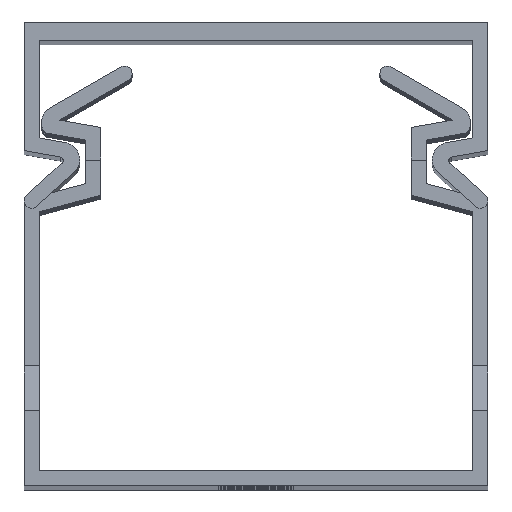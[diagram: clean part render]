
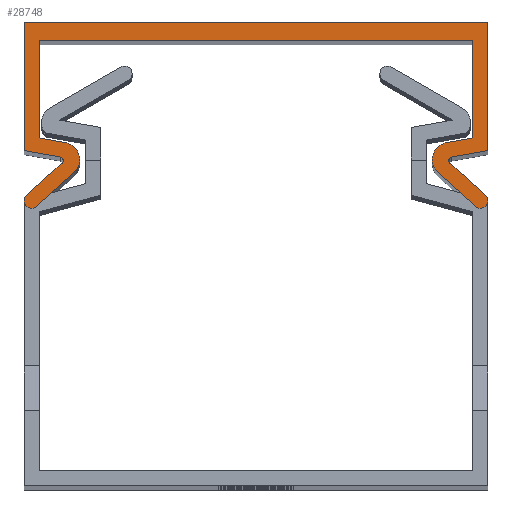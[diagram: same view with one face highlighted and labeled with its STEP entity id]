
A CAD part, top view. The second image highlights one B-rep face of the part: STEP entity #28748.
In plain terms, the highlighted planar face has unit normal (0, 0, 1).
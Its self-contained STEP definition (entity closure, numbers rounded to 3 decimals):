
#28341=DIRECTION('',(0.,1.,0.));
#28342=VECTOR('',#28341,11.091);
#28343=CARTESIAN_POINT('',(20.,-9.491,100.));
#28344=LINE('',#28343,#28342);
#28349=DIRECTION('',(1.,0.,0.));
#28350=VECTOR('',#28349,40.);
#28351=CARTESIAN_POINT('',(-20.,1.6,100.));
#28352=LINE('',#28351,#28350);
#28353=DIRECTION('',(-0.985,-0.174,0.));
#28354=VECTOR('',#28353,3.181);
#28355=CARTESIAN_POINT('',(20.,-9.491,100.));
#28356=LINE('',#28355,#28354);
#28357=DIRECTION('',(-0.743,0.669,0.));
#28358=VECTOR('',#28357,4.126);
#28359=CARTESIAN_POINT('',(19.785,-13.323,100.));
#28360=LINE('',#28359,#28358);
#28361=CARTESIAN_POINT('',(19.35,-13.806,100.));
#28362=DIRECTION('',(0.,0.,1.));
#28363=DIRECTION('',(-0.669,-0.743,0.));
#28364=AXIS2_PLACEMENT_3D('',#28361,#28362,#28363);
#28366=DIRECTION('',(0.743,-0.669,0.));
#28367=VECTOR('',#28366,4.331);
#28368=CARTESIAN_POINT('',(15.696,-11.391,100.));
#28369=LINE('',#28368,#28367);
#28370=CARTESIAN_POINT('',(16.7,-10.276,100.));
#28371=DIRECTION('',(0.,0.,1.));
#28372=DIRECTION('',(-0.174,0.985,0.));
#28373=AXIS2_PLACEMENT_3D('',#28370,#28371,#28372);
#28375=CARTESIAN_POINT('',(-16.7,-10.276,100.));
#28376=DIRECTION('',(0.,0.,1.));
#28377=DIRECTION('',(0.669,-0.743,0.));
#28378=AXIS2_PLACEMENT_3D('',#28375,#28376,#28377);
#28380=DIRECTION('',(0.743,0.669,0.));
#28381=VECTOR('',#28380,4.331);
#28382=CARTESIAN_POINT('',(-18.915,-14.289,100.));
#28383=LINE('',#28382,#28381);
#28384=CARTESIAN_POINT('',(-19.35,-13.806,100.));
#28385=DIRECTION('',(0.,0.,1.));
#28386=DIRECTION('',(-0.669,0.743,0.));
#28387=AXIS2_PLACEMENT_3D('',#28384,#28385,#28386);
#28389=DIRECTION('',(-0.743,-0.669,0.));
#28390=VECTOR('',#28389,4.126);
#28391=CARTESIAN_POINT('',(-16.719,-10.562,100.));
#28392=LINE('',#28391,#28390);
#28393=DIRECTION('',(0.,1.,0.));
#28394=VECTOR('',#28393,11.091);
#28395=CARTESIAN_POINT('',(-20.,-9.491,100.));
#28396=LINE('',#28395,#28394);
#28406=CARTESIAN_POINT('',(16.919,-10.339,100.));
#28407=DIRECTION('',(0.,0.,-1.));
#28408=DIRECTION('',(-0.669,-0.743,0.));
#28409=AXIS2_PLACEMENT_3D('',#28406,#28407,#28408);
#28435=DIRECTION('',(-0.985,-0.174,0.));
#28436=VECTOR('',#28435,2.295);
#28437=CARTESIAN_POINT('',(18.7,-8.4,100.));
#28438=LINE('',#28437,#28436);
#28447=DIRECTION('',(0.,-1.,0.));
#28448=VECTOR('',#28447,8.4);
#28449=CARTESIAN_POINT('',(18.7,0.,100.));
#28450=LINE('',#28449,#28448);
#28463=DIRECTION('',(1.,0.,0.));
#28464=VECTOR('',#28463,37.4);
#28465=CARTESIAN_POINT('',(-18.7,0.,100.));
#28466=LINE('',#28465,#28464);
#28467=DIRECTION('',(0.,1.,0.));
#28468=VECTOR('',#28467,8.4);
#28469=CARTESIAN_POINT('',(-18.7,-8.4,100.));
#28470=LINE('',#28469,#28468);
#28479=DIRECTION('',(-0.985,0.174,0.));
#28480=VECTOR('',#28479,2.295);
#28481=CARTESIAN_POINT('',(-16.44,-8.799,100.));
#28482=LINE('',#28481,#28480);
#28516=CARTESIAN_POINT('',(-16.919,-10.339,100.));
#28517=DIRECTION('',(0.,0.,-1.));
#28518=DIRECTION('',(0.174,0.985,0.));
#28519=AXIS2_PLACEMENT_3D('',#28516,#28517,#28518);
#28521=DIRECTION('',(0.985,-0.174,0.));
#28522=VECTOR('',#28521,3.181);
#28523=CARTESIAN_POINT('',(-20.,-9.491,100.));
#28524=LINE('',#28523,#28522);
#28539=CARTESIAN_POINT('',(-18.915,-14.289,100.));
#28540=CARTESIAN_POINT('',(-15.696,-11.391,100.));
#28541=VERTEX_POINT('',#28539);
#28542=VERTEX_POINT('',#28540);
#28543=CARTESIAN_POINT('',(-16.44,-8.799,100.));
#28544=VERTEX_POINT('',#28543);
#28546=CARTESIAN_POINT('',(-16.719,-10.562,100.));
#28548=VERTEX_POINT('',#28546);
#28550=CARTESIAN_POINT('',(-16.867,-10.043,100.));
#28552=VERTEX_POINT('',#28550);
#28555=CARTESIAN_POINT('',(-19.785,-13.323,100.));
#28556=VERTEX_POINT('',#28555);
#28561=CARTESIAN_POINT('',(16.719,-10.562,100.));
#28562=CARTESIAN_POINT('',(16.867,-10.043,100.));
#28563=VERTEX_POINT('',#28561);
#28564=VERTEX_POINT('',#28562);
#28573=CARTESIAN_POINT('',(16.44,-8.799,100.));
#28574=CARTESIAN_POINT('',(15.696,-11.391,100.));
#28575=VERTEX_POINT('',#28573);
#28576=VERTEX_POINT('',#28574);
#28577=CARTESIAN_POINT('',(18.915,-14.289,100.));
#28578=VERTEX_POINT('',#28577);
#28579=CARTESIAN_POINT('',(19.785,-13.323,100.));
#28580=VERTEX_POINT('',#28579);
#28582=CARTESIAN_POINT('',(-18.7,-8.4,100.));
#28584=VERTEX_POINT('',#28582);
#28585=CARTESIAN_POINT('',(18.7,-8.4,100.));
#28587=VERTEX_POINT('',#28585);
#28590=CARTESIAN_POINT('',(20.,1.6,100.));
#28592=VERTEX_POINT('',#28590);
#28594=CARTESIAN_POINT('',(-20.,1.6,100.));
#28596=VERTEX_POINT('',#28594);
#28597=CARTESIAN_POINT('',(-20.,-9.491,100.));
#28599=VERTEX_POINT('',#28597);
#28601=CARTESIAN_POINT('',(20.,-9.491,100.));
#28603=VERTEX_POINT('',#28601);
#28606=CARTESIAN_POINT('',(18.7,0.,100.));
#28608=VERTEX_POINT('',#28606);
#28610=CARTESIAN_POINT('',(-18.7,0.,100.));
#28612=VERTEX_POINT('',#28610);
#28704=CARTESIAN_POINT('',(0.,0.,100.));
#28705=DIRECTION('',(0.,0.,1.));
#28706=DIRECTION('',(1.,0.,0.));
#28707=AXIS2_PLACEMENT_3D('',#28704,#28705,#28706);
#28708=PLANE('',#28707);
#28709=ORIENTED_EDGE('',*,*,#28669,.T.);
#28710=ORIENTED_EDGE('',*,*,#28684,.F.);
#28711=ORIENTED_EDGE('',*,*,#28695,.T.);
#28713=ORIENTED_EDGE('',*,*,#28712,.F.);
#28715=ORIENTED_EDGE('',*,*,#28714,.F.);
#28717=ORIENTED_EDGE('',*,*,#28716,.F.);
#28719=ORIENTED_EDGE('',*,*,#28718,.F.);
#28721=ORIENTED_EDGE('',*,*,#28720,.F.);
#28723=ORIENTED_EDGE('',*,*,#28722,.F.);
#28725=ORIENTED_EDGE('',*,*,#28724,.F.);
#28727=ORIENTED_EDGE('',*,*,#28726,.F.);
#28729=ORIENTED_EDGE('',*,*,#28728,.F.);
#28731=ORIENTED_EDGE('',*,*,#28730,.F.);
#28733=ORIENTED_EDGE('',*,*,#28732,.F.);
#28735=ORIENTED_EDGE('',*,*,#28734,.F.);
#28737=ORIENTED_EDGE('',*,*,#28736,.F.);
#28739=ORIENTED_EDGE('',*,*,#28738,.F.);
#28741=ORIENTED_EDGE('',*,*,#28740,.F.);
#28743=ORIENTED_EDGE('',*,*,#28742,.F.);
#28745=ORIENTED_EDGE('',*,*,#28744,.T.);
#28746=EDGE_LOOP('',(#28709,#28710,#28711,#28713,#28715,#28717,#28719,#28721,
#28723,#28725,#28727,#28729,#28731,#28733,#28735,#28737,#28739,#28741,#28743,
#28745));
#28747=FACE_OUTER_BOUND('',#28746,.F.);
#28365=CIRCLE('',#28364,0.65);
#28374=CIRCLE('',#28373,1.5);
#28379=CIRCLE('',#28378,1.5);
#28388=CIRCLE('',#28387,0.65);
#28410=CIRCLE('',#28409,0.3);
#28520=CIRCLE('',#28519,0.3);
#28669=EDGE_CURVE('',#28596,#28592,#28352,.T.);
#28684=EDGE_CURVE('',#28603,#28592,#28344,.T.);
#28695=EDGE_CURVE('',#28603,#28564,#28356,.T.);
#28712=EDGE_CURVE('',#28563,#28564,#28410,.T.);
#28714=EDGE_CURVE('',#28580,#28563,#28360,.T.);
#28716=EDGE_CURVE('',#28578,#28580,#28365,.T.);
#28718=EDGE_CURVE('',#28576,#28578,#28369,.T.);
#28720=EDGE_CURVE('',#28575,#28576,#28374,.T.);
#28722=EDGE_CURVE('',#28587,#28575,#28438,.T.);
#28724=EDGE_CURVE('',#28608,#28587,#28450,.T.);
#28726=EDGE_CURVE('',#28612,#28608,#28466,.T.);
#28728=EDGE_CURVE('',#28584,#28612,#28470,.T.);
#28730=EDGE_CURVE('',#28544,#28584,#28482,.T.);
#28732=EDGE_CURVE('',#28542,#28544,#28379,.T.);
#28734=EDGE_CURVE('',#28541,#28542,#28383,.T.);
#28736=EDGE_CURVE('',#28556,#28541,#28388,.T.);
#28738=EDGE_CURVE('',#28548,#28556,#28392,.T.);
#28740=EDGE_CURVE('',#28552,#28548,#28520,.T.);
#28742=EDGE_CURVE('',#28599,#28552,#28524,.T.);
#28744=EDGE_CURVE('',#28599,#28596,#28396,.T.);
#28748=ADVANCED_FACE('',(#28747),#28708,.T.);
